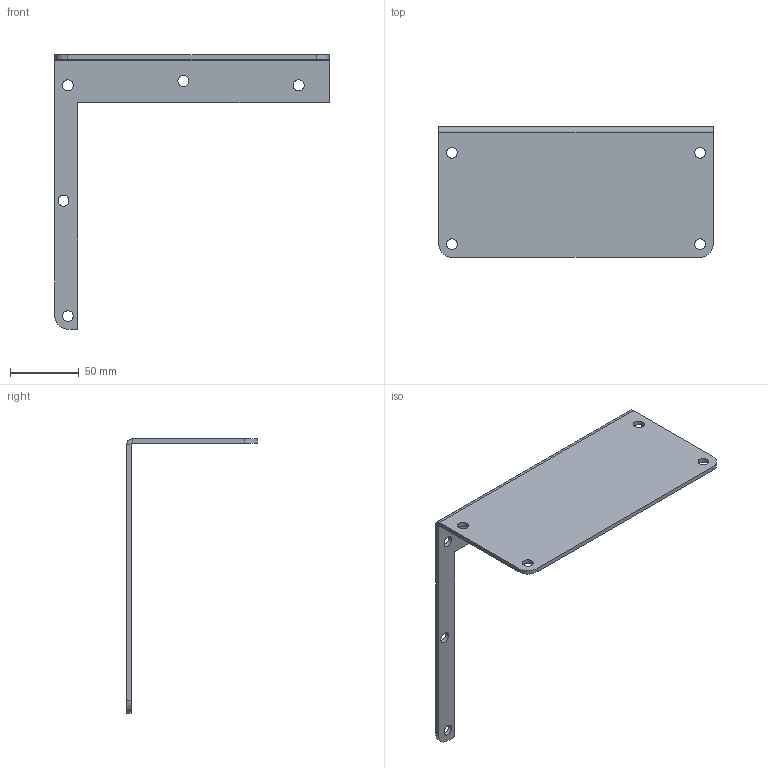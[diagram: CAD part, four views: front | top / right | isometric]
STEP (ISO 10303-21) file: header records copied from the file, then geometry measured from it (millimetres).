
FILE_DESCRIPTION(/* description */ ('N12 FEED THRU BRACKET HANGER 6X6 CS -GRY'),/* implementation_level */ '2;1');
FILE_NAME(/* name */ 'JWBH6.stp',/* time_stamp */ '2017-05-22T15:36:26-05:00',/* author */ ('dnichola'),/* organization */ (''),/* preprocessor_version */ 'ST-DEVELOPER v16.1',/* originating_system */ 'Autodesk Inventor 2016',/* authorisation */ '');
FILE_SCHEMA (('AUTOMOTIVE_DESIGN { 1 0 10303 214 3 1 1 }'));
Length unit declared in the file: inch
Products named in the file (1): JWBH
Bounding box: 200.03 x 95.25 x 200.03 mm (x, y, z)
Volume: 87140.9 mm3; surface area: 58684 mm2
Topology: 1 solids, 1 shells, 28 faces, 70 edges, 44 vertices
Faces by surface type: cylinder 14, plane 14
Full cylindrical faces by diameter (mm): 7.938 x9
Entity records: 855 total; most frequent: DIRECTION 147, CARTESIAN_POINT 134, ORIENTED_EDGE 122, EDGE_CURVE 61, AXIS2_PLACEMENT_3D 57, EDGE_LOOP 55, VERTEX_POINT 44, LINE 33
